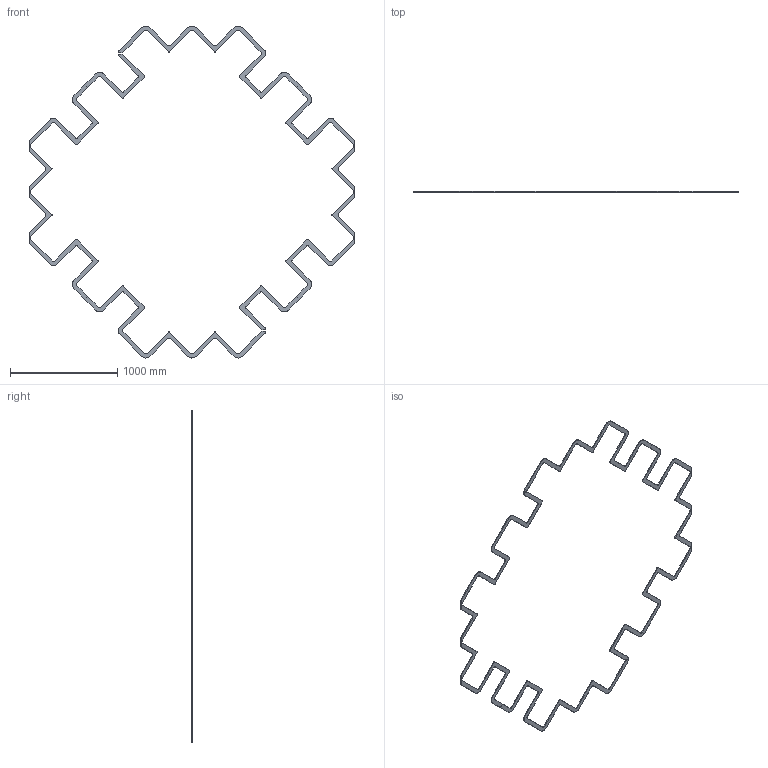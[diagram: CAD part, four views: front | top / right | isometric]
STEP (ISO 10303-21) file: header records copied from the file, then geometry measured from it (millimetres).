
FILE_DESCRIPTION (( 'STEP AP203' ), '1' );
FILE_NAME ('BAFFLE STIFFENER(Default).STEP', '2019-04-09T19:00:41', ( '' ), ( '' ), 'SwSTEP 2.0', 'SolidWorks 2016', '' );
FILE_SCHEMA (( 'CONFIG_CONTROL_DESIGN' ));
Length unit declared in the file: inch
Products named in the file (1): BAFFLE STIFFENER(Default)
Bounding box: 3035.3 x 6.35 x 3093.04 mm (x, y, z)
Volume: 3697059.7 mm3; surface area: 1362742.1 mm2
Topology: 6 solids, 6 shells, 270 faces, 774 edges, 516 vertices
Faces by surface type: plane 142, cylinder 128
Entity records: 8963 total; most frequent: DIRECTION 1572, CARTESIAN_POINT 1561, ORIENTED_EDGE 1548, EDGE_CURVE 774, AXIS2_PLACEMENT_3D 527, LINE 518, VECTOR 518, VERTEX_POINT 516
